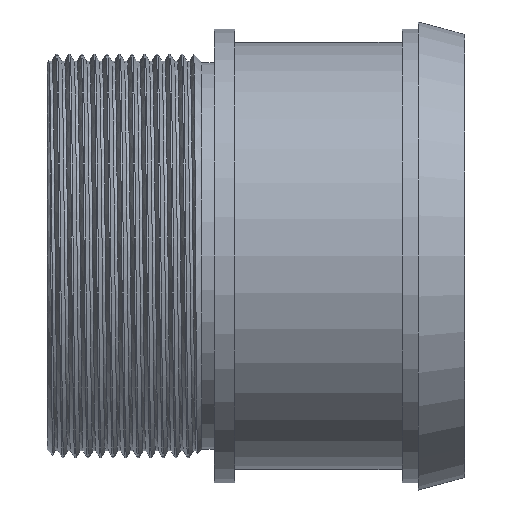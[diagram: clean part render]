
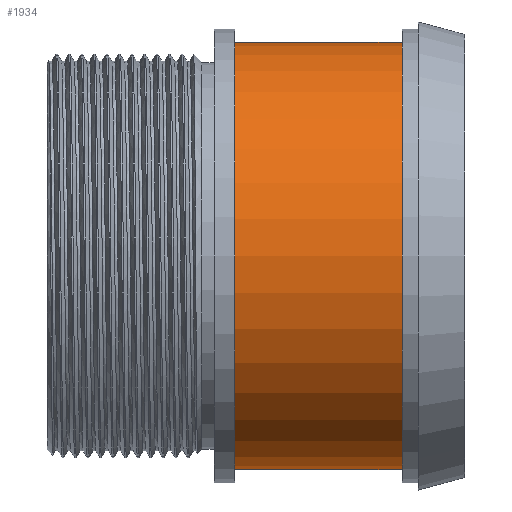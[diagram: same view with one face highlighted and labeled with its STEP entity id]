
A CAD part, front view. The second image highlights one B-rep face of the part: STEP entity #1934.
In plain terms, the highlighted cylindrical face has radius 25.55 mm (diameter 51.1 mm), a partial arc.
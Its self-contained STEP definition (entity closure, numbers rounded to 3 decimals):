
#50 = VERTEX_POINT ( 'NONE', #2208 ) ;
#60 = DIRECTION ( 'NONE',  ( -1., 0., 0. ) ) ;
#73 = FACE_OUTER_BOUND ( 'NONE', #2459, .T. ) ;
#269 = LINE ( 'NONE', #1151, #1190 ) ;
#291 = CIRCLE ( 'NONE', #2394, 25.55 ) ;
#302 = CARTESIAN_POINT ( 'NONE',  ( -25.327, 0., -25.55 ) ) ;
#576 = AXIS2_PLACEMENT_3D ( 'NONE', #3509, #2000, #1237 ) ;
#609 = VERTEX_POINT ( 'NONE', #302 ) ;
#643 = CARTESIAN_POINT ( 'NONE',  ( -25.327, 0., 25.55 ) ) ;
#659 = DIRECTION ( 'NONE',  ( 0., 0., 1. ) ) ;
#703 = ORIENTED_EDGE ( 'NONE', *, *, #1443, .F. ) ;
#783 = AXIS2_PLACEMENT_3D ( 'NONE', #1206, #60, #3341 ) ;
#906 = CIRCLE ( 'NONE', #783, 25.55 ) ;
#1003 = DIRECTION ( 'NONE',  ( -1., 0., 0. ) ) ;
#1151 = CARTESIAN_POINT ( 'NONE',  ( -123.429, 0., 25.55 ) ) ;
#1190 = VECTOR ( 'NONE', #2025, 1000. ) ;
#1206 = CARTESIAN_POINT ( 'NONE',  ( -5.327, 0., 0. ) ) ;
#1237 = DIRECTION ( 'NONE',  ( 0., 0., 1. ) ) ;
#1443 = EDGE_CURVE ( 'NONE', #609, #3611, #291, .T. ) ;
#1494 = CARTESIAN_POINT ( 'NONE',  ( -5.327, 0., -25.55 ) ) ;
#1504 = EDGE_CURVE ( 'NONE', #1912, #50, #906, .T. ) ;
#1715 = EDGE_CURVE ( 'NONE', #1912, #609, #3769, .T. ) ;
#1808 = CYLINDRICAL_SURFACE ( 'NONE', #576, 25.55 ) ;
#1912 = VERTEX_POINT ( 'NONE', #1494 ) ;
#1934 = ADVANCED_FACE ( 'NONE', ( #73 ), #1808, .T. ) ;
#1945 = DIRECTION ( 'NONE',  ( -1., 0., 0. ) ) ;
#2000 = DIRECTION ( 'NONE',  ( -1., 0., 0. ) ) ;
#2025 = DIRECTION ( 'NONE',  ( -1., 0., 0. ) ) ;
#2208 = CARTESIAN_POINT ( 'NONE',  ( -5.327, 0., 25.55 ) ) ;
#2394 = AXIS2_PLACEMENT_3D ( 'NONE', #2401, #1003, #659 ) ;
#2401 = CARTESIAN_POINT ( 'NONE',  ( -25.327, 0., 0. ) ) ;
#2459 = EDGE_LOOP ( 'NONE', ( #2554, #3749, #3708, #703 ) ) ;
#2514 = CARTESIAN_POINT ( 'NONE',  ( -123.429, 0., -25.55 ) ) ;
#2554 = ORIENTED_EDGE ( 'NONE', *, *, #1715, .F. ) ;
#2925 = EDGE_CURVE ( 'NONE', #50, #3611, #269, .T. ) ;
#3341 = DIRECTION ( 'NONE',  ( 0., 0., 1. ) ) ;
#3509 = CARTESIAN_POINT ( 'NONE',  ( -123.429, 0., 0. ) ) ;
#3611 = VERTEX_POINT ( 'NONE', #643 ) ;
#3708 = ORIENTED_EDGE ( 'NONE', *, *, #2925, .T. ) ;
#3749 = ORIENTED_EDGE ( 'NONE', *, *, #1504, .T. ) ;
#3768 = VECTOR ( 'NONE', #1945, 1000. ) ;
#3769 = LINE ( 'NONE', #2514, #3768 ) ;
